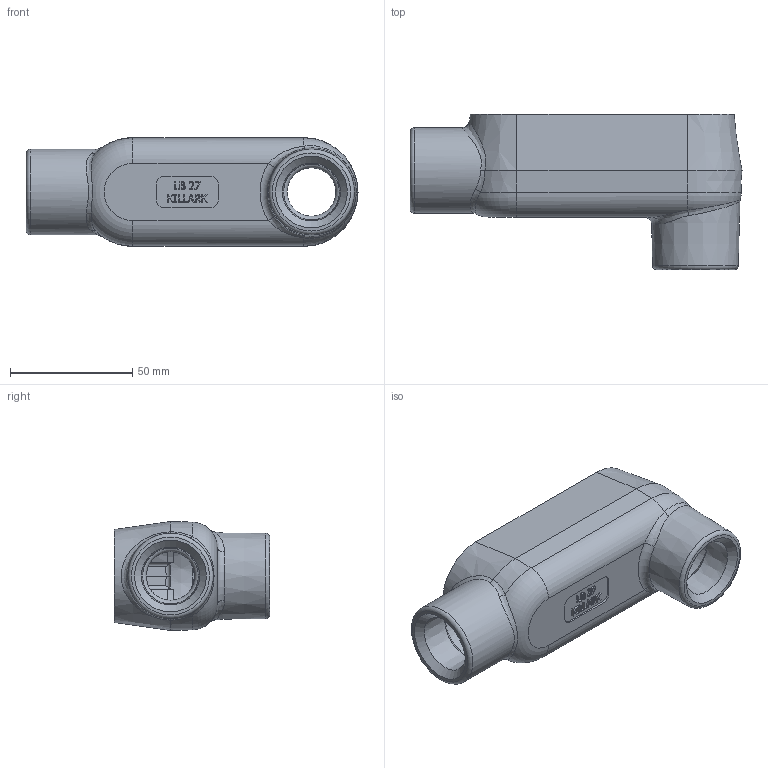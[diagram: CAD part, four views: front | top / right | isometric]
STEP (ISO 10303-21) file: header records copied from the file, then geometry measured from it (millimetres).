
FILE_DESCRIPTION(/* description */ (''),/* implementation_level */ '2;1');
FILE_NAME(/* name */ 'KIL_LB27.stp',/* time_stamp */ '2019-02-15T13:27:28+06:00',/* author */ ('avenkatesan'),/* organization */ (''),/* preprocessor_version */ 'ST-DEVELOPER v17',/* originating_system */ 'Autodesk Inventor 2018',/* authorisation */ '');
FILE_SCHEMA (('AUTOMOTIVE_DESIGN { 1 0 10303 214 3 1 1 }'));
Length unit declared in the file: inch
Products named in the file (1): 17655-2
Bounding box: 135.88 x 63.65 x 44.57 mm (x, y, z)
Volume: 83831.4 mm3; surface area: 36852.1 mm2
Topology: 1 solids, 1 shells, 858 faces, 2322 edges, 1532 vertices
Faces by surface type: plane 511, bspline 270, cylinder 38, cone 26, torus 13
Full cylindrical faces by diameter (mm): 1.181 x1, 1.41 x1, 10.35 x1, 12.7 x1, 26.797 x2, 34.925 x1
Entity records: 30118 total; most frequent: CARTESIAN_POINT 9388, ORIENTED_EDGE 4640, DIRECTION 3108, EDGE_CURVE 2320, LINE 1568, VECTOR 1568, VERTEX_POINT 1532, EDGE_LOOP 930
